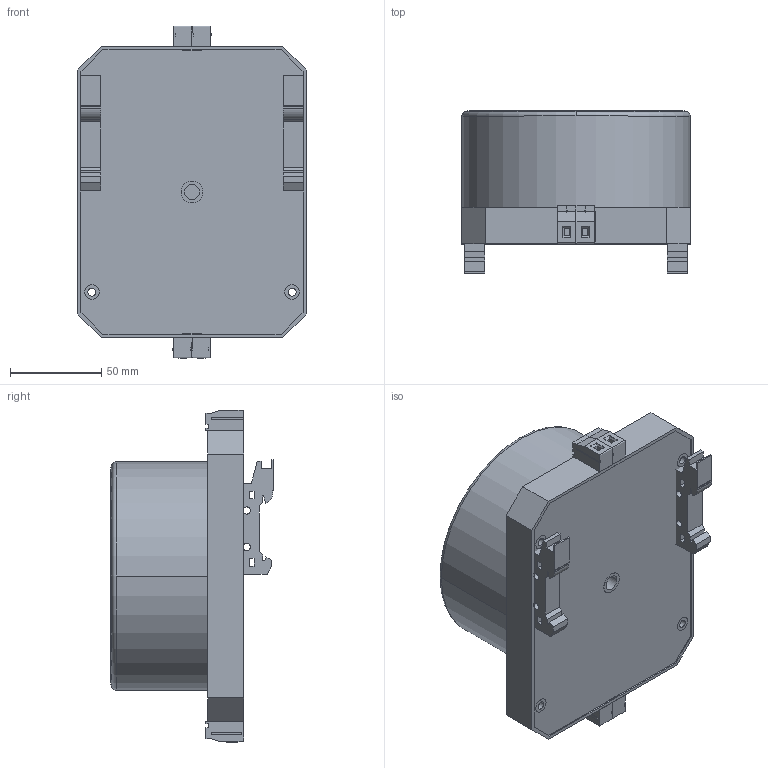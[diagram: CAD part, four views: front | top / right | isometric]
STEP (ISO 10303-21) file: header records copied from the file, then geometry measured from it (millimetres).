
FILE_DESCRIPTION (( 'STEP AP214' ), '1' );
FILE_NAME ('Model TSD 250VA.STEP', '2026-01-22T10:46:10', ( '' ), ( '' ), 'SwSTEP 2.0', 'SolidWorks 2018', '' );
FILE_SCHEMA (( 'AUTOMOTIVE_DESIGN' ));
Length unit declared in the file: millimetre
Products named in the file (15): Wz.7261; WM35; logo; MPT410; Epoxy Wz. 7261; Model TSD 250VA
Assembly tree (9 placements, depth 2):
  Wz.7261
  WM35
  MPT410
  MPT410
  MPT410
Bounding box: 125.6 x 89.5 x 182.4 mm (x, y, z)
Volume: 230025.1 mm3; surface area: 192927.3 mm2
Topology: 9 solids, 13 shells, 2141 faces, 5891 edges, 3910 vertices
Faces by surface type: plane 1209, bspline 650, cylinder 252, cone 26, torus 4
Full cylindrical faces by diameter (mm): 8 x4
Entity records: 73757 total; most frequent: CARTESIAN_POINT 19914, ORIENTED_EDGE 10014, DIRECTION 6507, EDGE_CURVE 5007, VERTEX_POINT 3333, LINE 3219, VECTOR 3219, EDGE_LOOP 1962
